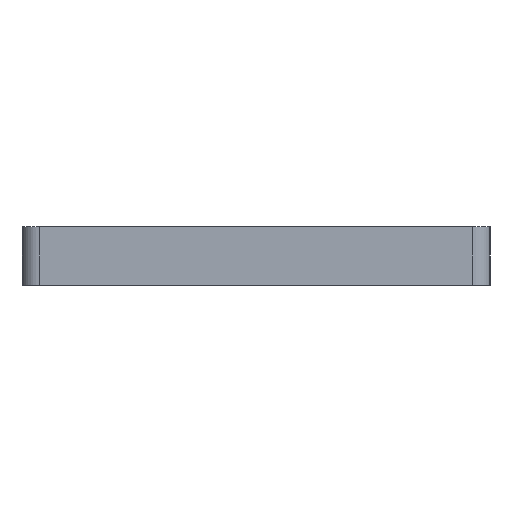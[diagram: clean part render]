
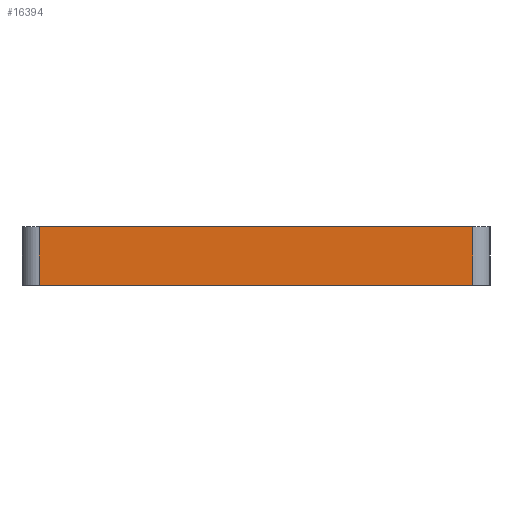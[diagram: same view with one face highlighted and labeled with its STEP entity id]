
A CAD part, left-side view. The second image highlights one B-rep face of the part: STEP entity #16394.
In plain terms, the highlighted planar face has unit normal (-1, 0, 0).
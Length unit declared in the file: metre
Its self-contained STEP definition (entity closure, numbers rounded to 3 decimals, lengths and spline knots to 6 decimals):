
#476=LINE('',#21325,#2248);
#877=LINE('',#22965,#2649);
#1030=LINE('',#23382,#2802);
#1031=LINE('',#23383,#2803);
#2248=VECTOR('',#17991,1.);
#2649=VECTOR('',#18438,1.);
#2802=VECTOR('',#18857,1.);
#2803=VECTOR('',#18858,1.);
#5099=ORIENTED_EDGE('',*,*,#9601,.F.);
#5100=ORIENTED_EDGE('',*,*,#9807,.T.);
#5101=ORIENTED_EDGE('',*,*,#8983,.T.);
#5102=ORIENTED_EDGE('',*,*,#9808,.T.);
#8983=EDGE_CURVE('',#11446,#11445,#476,.T.);
#9601=EDGE_CURVE('',#12061,#12062,#877,.T.);
#9807=EDGE_CURVE('',#12061,#11446,#1030,.T.);
#9808=EDGE_CURVE('',#11445,#12062,#1031,.F.);
#11445=VERTEX_POINT('',#21324);
#11446=VERTEX_POINT('',#21326);
#12061=VERTEX_POINT('',#22964);
#12062=VERTEX_POINT('',#22966);
#13820=EDGE_LOOP('',(#5099,#5100,#5101,#5102));
#14872=FACE_BOUND('',#13820,.T.);
#15793=PLANE('',#17401);
#16394=ADVANCED_FACE('',(#14872),#15793,.F.);
#17401=AXIS2_PLACEMENT_3D('',#23381,#18855,#18856);
#17991=DIRECTION('',(0.,1.,0.));
#18438=DIRECTION('',(0.,1.,0.));
#18855=DIRECTION('',(1.,0.,0.));
#18856=DIRECTION('',(0.,1.,0.));
#18857=DIRECTION('',(0.,0.,1.));
#18858=DIRECTION('',(0.,0.,1.));
#21324=CARTESIAN_POINT('',(-0.0302,0.02478,0.00904));
#21325=CARTESIAN_POINT('',(-0.0302,0.,0.00904));
#21326=CARTESIAN_POINT('',(-0.0302,-0.02478,0.00904));
#22964=CARTESIAN_POINT('',(-0.0302,-0.02478,0.002335));
#22965=CARTESIAN_POINT('',(-0.0302,0.,0.002335));
#22966=CARTESIAN_POINT('',(-0.0302,0.02478,0.002335));
#23381=CARTESIAN_POINT('',(-0.0302,0.,0.002333));
#23382=CARTESIAN_POINT('',(-0.0302,-0.02478,0.00804));
#23383=CARTESIAN_POINT('',(-0.0302,0.02478,0.002333));
